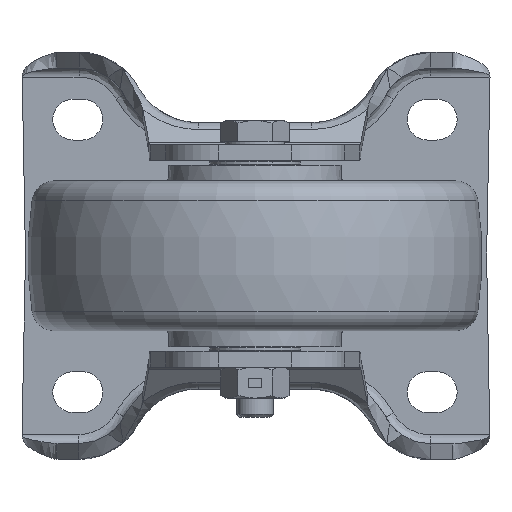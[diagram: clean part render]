
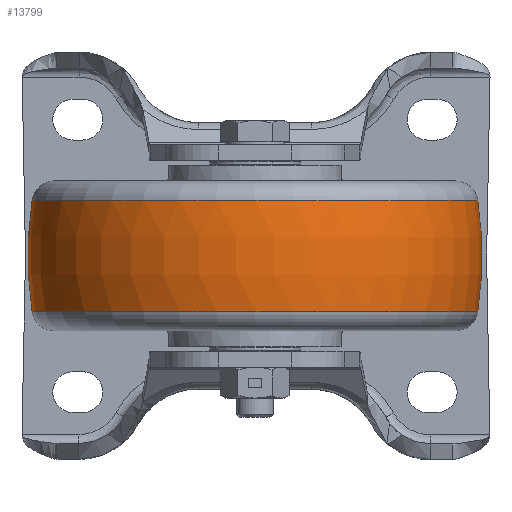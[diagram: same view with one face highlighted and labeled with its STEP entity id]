
A CAD part, front view. The second image highlights one B-rep face of the part: STEP entity #13799.
In plain terms, the highlighted toroidal (fillet/blend) face has major radius 30 mm and minor radius 80 mm.
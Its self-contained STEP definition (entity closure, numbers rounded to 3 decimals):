
#21 = DIRECTION ( 'NONE',  ( -1., 0., 0. ) ) ;
#735 = DIRECTION ( 'NONE',  ( 0., 0., -1. ) ) ;
#1295 = AXIS2_PLACEMENT_3D ( 'NONE', #16391, #735, #19023 ) ;
#1399 = DIRECTION ( 'NONE',  ( 0., 1., 0. ) ) ;
#1753 = ORIENTED_EDGE ( 'NONE', *, *, #33143, .F. ) ;
#2554 = DIRECTION ( 'NONE',  ( 0., -1., 0. ) ) ;
#4916 = EDGE_CURVE ( 'NONE', #16096, #7522, #12435, .T. ) ;
#5967 = AXIS2_PLACEMENT_3D ( 'NONE', #18181, #2554, #20843 ) ;
#6366 = CIRCLE ( 'NONE', #11492, 80. ) ;
#6844 = ORIENTED_EDGE ( 'NONE', *, *, #4916, .T. ) ;
#7065 = ORIENTED_EDGE ( 'NONE', *, *, #21751, .T. ) ;
#7522 = VERTEX_POINT ( 'NONE', #27471 ) ;
#7580 = CIRCLE ( 'NONE', #8872, 49.056 ) ;
#8872 = AXIS2_PLACEMENT_3D ( 'NONE', #15253, #33523, #17866 ) ;
#11479 = CIRCLE ( 'NONE', #1295, 49.056 ) ;
#11492 = AXIS2_PLACEMENT_3D ( 'NONE', #17029, #1399, #19692 ) ;
#12435 = CIRCLE ( 'NONE', #5967, 80. ) ;
#13209 = VERTEX_POINT ( 'NONE', #15116 ) ;
#13799 = ADVANCED_FACE ( 'NONE', ( #29244 ), #26805, .T. ) ;
#15116 = CARTESIAN_POINT ( 'NONE',  ( 49.056, -78., -12.255 ) ) ;
#15253 = CARTESIAN_POINT ( 'NONE',  ( 0., -78., 12.255 ) ) ;
#15578 = VERTEX_POINT ( 'NONE', #30644 ) ;
#15654 = DIRECTION ( 'NONE',  ( 0., 0., -1. ) ) ;
#16096 = VERTEX_POINT ( 'NONE', #22576 ) ;
#16391 = CARTESIAN_POINT ( 'NONE',  ( 0., -78., -12.255 ) ) ;
#17029 = CARTESIAN_POINT ( 'NONE',  ( -30., -78., 0. ) ) ;
#17302 = EDGE_LOOP ( 'NONE', ( #30584, #7065, #6844, #1753 ) ) ;
#17866 = DIRECTION ( 'NONE',  ( -1., 0., 0. ) ) ;
#18181 = CARTESIAN_POINT ( 'NONE',  ( 30., -78., 0. ) ) ;
#19023 = DIRECTION ( 'NONE',  ( -1., 0., 0. ) ) ;
#19692 = DIRECTION ( 'NONE',  ( -1., 0., 0. ) ) ;
#20816 = CARTESIAN_POINT ( 'NONE',  ( 0., -78., 0. ) ) ;
#20843 = DIRECTION ( 'NONE',  ( 0., 0., -1. ) ) ;
#21751 = EDGE_CURVE ( 'NONE', #15578, #16096, #7580, .T. ) ;
#22576 = CARTESIAN_POINT ( 'NONE',  ( -49.056, -78., 12.255 ) ) ;
#26805 = TOROIDAL_SURFACE ( 'NONE', #31041, -30., 80. ) ;
#27418 = EDGE_CURVE ( 'NONE', #15578, #13209, #6366, .T. ) ;
#27471 = CARTESIAN_POINT ( 'NONE',  ( -49.056, -78., -12.255 ) ) ;
#29244 = FACE_OUTER_BOUND ( 'NONE', #17302, .T. ) ;
#30584 = ORIENTED_EDGE ( 'NONE', *, *, #27418, .F. ) ;
#30644 = CARTESIAN_POINT ( 'NONE',  ( 49.056, -78., 12.255 ) ) ;
#31041 = AXIS2_PLACEMENT_3D ( 'NONE', #20816, #15654, #21 ) ;
#33143 = EDGE_CURVE ( 'NONE', #13209, #7522, #11479, .T. ) ;
#33523 = DIRECTION ( 'NONE',  ( 0., 0., -1. ) ) ;
